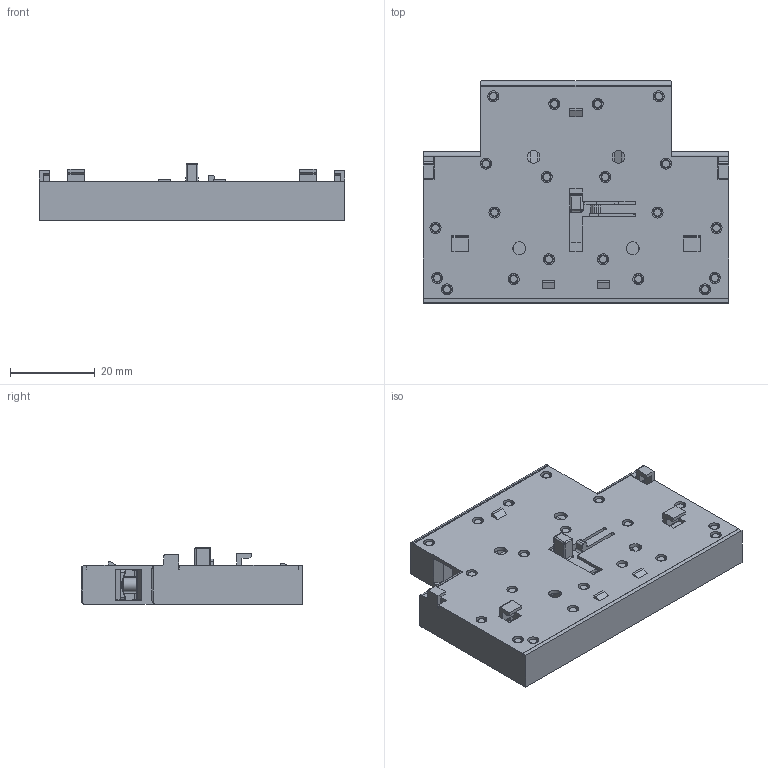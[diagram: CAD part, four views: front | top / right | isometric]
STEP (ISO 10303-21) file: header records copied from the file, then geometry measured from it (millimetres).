
FILE_DESCRIPTION((''),'2;1');
FILE_NAME('10000673501','2016-11-28T',('GLLehman'),('Rockwell Automation'),'PRO/ENGINEER BY PARAMETRIC TECHNOLOGY CORPORATION, 2012480','PRO/ENGINEER BY PARAMETRIC TECHNOLOGY CORPORATION, 2012480','');
FILE_SCHEMA(('CONFIG_CONTROL_DESIGN'));
Products named in the file (1): 10000673501
Bounding box: 72 x 52.3 x 13.4 mm (x, y, z)
Volume: 14629.4 mm3; surface area: 28421.3 mm2
Topology: 8 solids, 8 shells, 2869 faces, 7878 edges, 4997 vertices
Faces by surface type: plane 1848, cylinder 758, torus 113, cone 110, bspline 22, sphere 18
Entity records: 92366 total; most frequent: CARTESIAN_POINT 18555, ORIENTED_EDGE 15720, DIRECTION 15123, EDGE_CURVE 7860, VECTOR 5431, LINE 5431, VERTEX_POINT 4997, AXIS2_PLACEMENT_3D 4846
